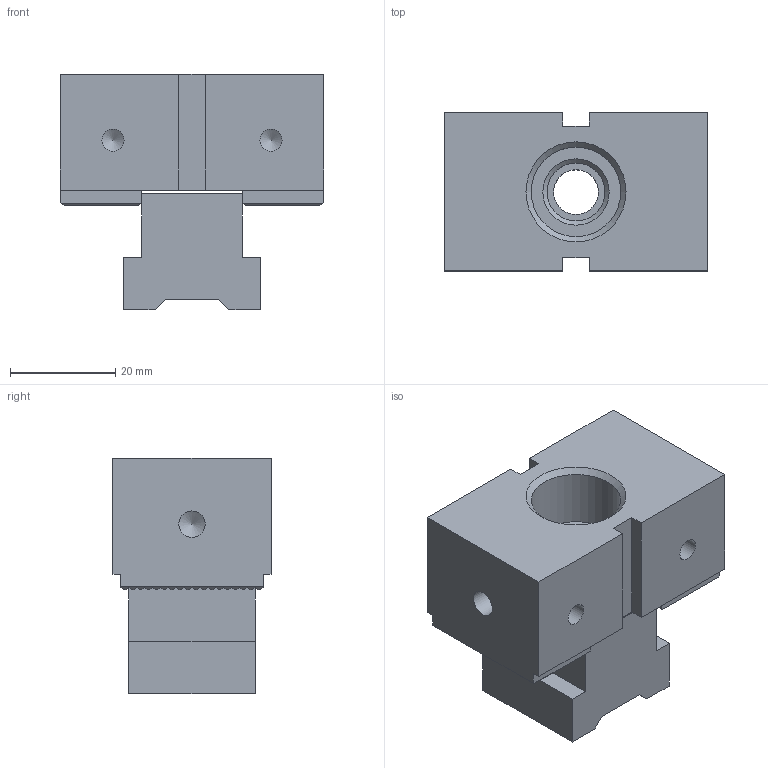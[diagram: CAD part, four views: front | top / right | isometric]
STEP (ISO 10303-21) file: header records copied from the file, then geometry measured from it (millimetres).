
FILE_DESCRIPTION( ( 'Unknown' ), '1' );
FILE_NAME( 'SVF-B03-50.stp', 'Unknown', ( 'Unknown' ), ( 'Unknown' ), 'PSStep 17.0.49', 'Unknown', ' ' );
FILE_SCHEMA( ( 'AUTOMOTIVE_DESIGN { 1 0 10303 214 1 1 1 1 }' ) );
Length unit declared in the file: millimetre
Products named in the file (3): Assem1; 1-SVF-AB03-50-2; 1-SVF-B03-50-1
Assembly tree (2 placements, depth 2):
  Assem1
    1-SVF-AB03-50-2
    1-SVF-B03-50-1
Bounding box: 50 x 30 x 44.7 mm (x, y, z)
Volume: 40225.8 mm3; surface area: 12479.3 mm2
Topology: 2 solids, 2 shells, 165 faces, 480 edges, 320 vertices
Faces by surface type: plane 147, cylinder 9, cone 9
Full cylindrical faces by diameter (mm): 4.2 x4, 5 x2, 8.5 x1, 11 x1, 17 x1
Entity records: 6536 total; most frequent: CARTESIAN_POINT 926, ORIENTED_EDGE 894, DIRECTION 804, EDGE_CURVE 447, LINE 426, VECTOR 426, VERTEX_POINT 311, AXIS2_PLACEMENT_3D 189
